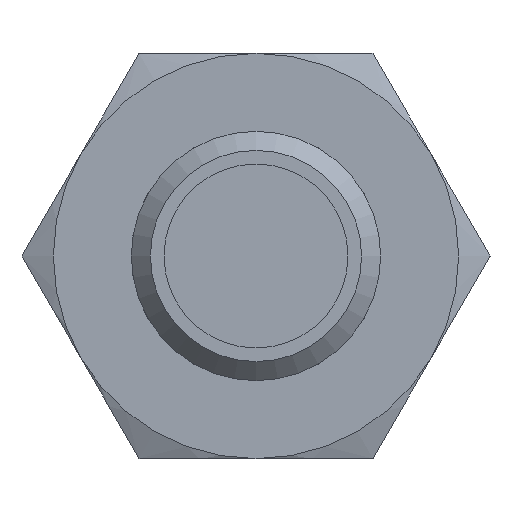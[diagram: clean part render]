
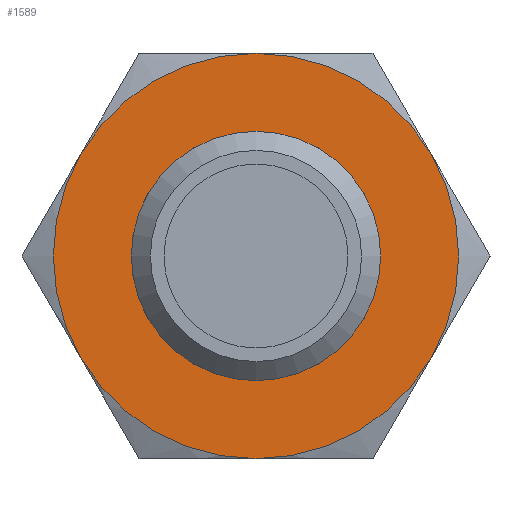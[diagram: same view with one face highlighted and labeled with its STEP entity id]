
A CAD part, left-side view. The second image highlights one B-rep face of the part: STEP entity #1589.
In plain terms, the highlighted planar face has unit normal (-1, 0, 0).
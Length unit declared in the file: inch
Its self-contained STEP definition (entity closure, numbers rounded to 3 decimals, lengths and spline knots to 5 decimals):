
#1 = VERTEX_POINT ( 'NONE', #353 ) ;
#2 = DIRECTION ( 'NONE',  ( 1., 0., 0. ) ) ;
#32 = AXIS2_PLACEMENT_3D ( 'NONE', #1447, #1701, #577 ) ;
#37 = DIRECTION ( 'NONE',  ( 1., 0., 0. ) ) ;
#60 = AXIS2_PLACEMENT_3D ( 'NONE', #1582, #2, #310 ) ;
#90 = EDGE_CURVE ( 'NONE', #1, #998, #732, .T. ) ;
#182 = CARTESIAN_POINT ( 'NONE',  ( 0.61181, -0.22162, -0.12795 ) ) ;
#200 = EDGE_CURVE ( 'NONE', #1796, #1796, #1377, .T. ) ;
#251 = EDGE_CURVE ( 'NONE', #998, #1262, #504, .T. ) ;
#261 = DIRECTION ( 'NONE',  ( 0., 0., 1. ) ) ;
#310 = DIRECTION ( 'NONE',  ( 0., 0., 1. ) ) ;
#314 = CARTESIAN_POINT ( 'NONE',  ( 0.61181, 0., -0.25591 ) ) ;
#320 = VERTEX_POINT ( 'NONE', #182 ) ;
#353 = CARTESIAN_POINT ( 'NONE',  ( 0.61181, 0.22162, 0.12795 ) ) ;
#359 = CARTESIAN_POINT ( 'NONE',  ( 0.61181, 0.22162, -0.12795 ) ) ;
#375 = CARTESIAN_POINT ( 'NONE',  ( 0.61181, 0., 0. ) ) ;
#383 = EDGE_CURVE ( 'NONE', #812, #462, #1118, .T. ) ;
#393 = CARTESIAN_POINT ( 'NONE',  ( 0.61181, 0., -0.15748 ) ) ;
#445 = DIRECTION ( 'NONE',  ( 1., 0., 0. ) ) ;
#462 = VERTEX_POINT ( 'NONE', #359 ) ;
#504 = CIRCLE ( 'NONE', #32, 0.25591 ) ;
#570 = AXIS2_PLACEMENT_3D ( 'NONE', #1650, #1398, #1813 ) ;
#577 = DIRECTION ( 'NONE',  ( 0., 0., 1. ) ) ;
#582 = FACE_OUTER_BOUND ( 'NONE', #1101, .T. ) ;
#677 = CARTESIAN_POINT ( 'NONE',  ( 0.61181, 0., 0.25591 ) ) ;
#691 = DIRECTION ( 'NONE',  ( 1., 0., 0. ) ) ;
#707 = FACE_BOUND ( 'NONE', #1287, .T. ) ;
#732 = CIRCLE ( 'NONE', #1228, 0.25591 ) ;
#759 = CARTESIAN_POINT ( 'NONE',  ( 0.61181, 0., 0. ) ) ;
#812 = VERTEX_POINT ( 'NONE', #314 ) ;
#855 = PLANE ( 'NONE',  #60 ) ;
#868 = ORIENTED_EDGE ( 'NONE', *, *, #1379, .F. ) ;
#875 = DIRECTION ( 'NONE',  ( 0., 1., 0. ) ) ;
#885 = ORIENTED_EDGE ( 'NONE', *, *, #90, .F. ) ;
#886 = AXIS2_PLACEMENT_3D ( 'NONE', #1578, #445, #875 ) ;
#959 = ORIENTED_EDGE ( 'NONE', *, *, #251, .F. ) ;
#998 = VERTEX_POINT ( 'NONE', #677 ) ;
#1044 = AXIS2_PLACEMENT_3D ( 'NONE', #1226, #691, #1099 ) ;
#1099 = DIRECTION ( 'NONE',  ( 0., 0., 1. ) ) ;
#1101 = EDGE_LOOP ( 'NONE', ( #868, #959, #885, #1196, #1114, #1587 ) ) ;
#1109 = EDGE_CURVE ( 'NONE', #462, #1, #1627, .T. ) ;
#1114 = ORIENTED_EDGE ( 'NONE', *, *, #383, .F. ) ;
#1118 = CIRCLE ( 'NONE', #1586, 0.25591 ) ;
#1162 = CIRCLE ( 'NONE', #1044, 0.25591 ) ;
#1196 = ORIENTED_EDGE ( 'NONE', *, *, #1109, .F. ) ;
#1226 = CARTESIAN_POINT ( 'NONE',  ( 0.61181, 0., 0. ) ) ;
#1227 = DIRECTION ( 'NONE',  ( 1., 0., 0. ) ) ;
#1228 = AXIS2_PLACEMENT_3D ( 'NONE', #759, #1639, #261 ) ;
#1262 = VERTEX_POINT ( 'NONE', #1625 ) ;
#1287 = EDGE_LOOP ( 'NONE', ( #1739 ) ) ;
#1377 = CIRCLE ( 'NONE', #570, 0.15748 ) ;
#1379 = EDGE_CURVE ( 'NONE', #1262, #320, #1645, .T. ) ;
#1398 = DIRECTION ( 'NONE',  ( -1., 0., 0. ) ) ;
#1447 = CARTESIAN_POINT ( 'NONE',  ( 0.61181, 0., 0. ) ) ;
#1484 = DIRECTION ( 'NONE',  ( 0., 0., 1. ) ) ;
#1578 = CARTESIAN_POINT ( 'NONE',  ( 0.61181, 0., 0. ) ) ;
#1582 = CARTESIAN_POINT ( 'NONE',  ( 0.61181, -0.25591, 0. ) ) ;
#1586 = AXIS2_PLACEMENT_3D ( 'NONE', #1766, #37, #1484 ) ;
#1587 = ORIENTED_EDGE ( 'NONE', *, *, #1793, .F. ) ;
#1589 = ADVANCED_FACE ( 'NONE', ( #582, #707 ), #855, .F. ) ;
#1625 = CARTESIAN_POINT ( 'NONE',  ( 0.61181, -0.22162, 0.12795 ) ) ;
#1627 = CIRCLE ( 'NONE', #886, 0.25591 ) ;
#1639 = DIRECTION ( 'NONE',  ( 1., 0., 0. ) ) ;
#1645 = CIRCLE ( 'NONE', #1790, 0.25591 ) ;
#1650 = CARTESIAN_POINT ( 'NONE',  ( 0.61181, 0., 0. ) ) ;
#1669 = DIRECTION ( 'NONE',  ( 0., 1., 0. ) ) ;
#1701 = DIRECTION ( 'NONE',  ( 1., 0., 0. ) ) ;
#1739 = ORIENTED_EDGE ( 'NONE', *, *, #200, .F. ) ;
#1766 = CARTESIAN_POINT ( 'NONE',  ( 0.61181, 0., 0. ) ) ;
#1790 = AXIS2_PLACEMENT_3D ( 'NONE', #375, #1227, #1669 ) ;
#1793 = EDGE_CURVE ( 'NONE', #320, #812, #1162, .T. ) ;
#1796 = VERTEX_POINT ( 'NONE', #393 ) ;
#1813 = DIRECTION ( 'NONE',  ( 0., 0., -1. ) ) ;
